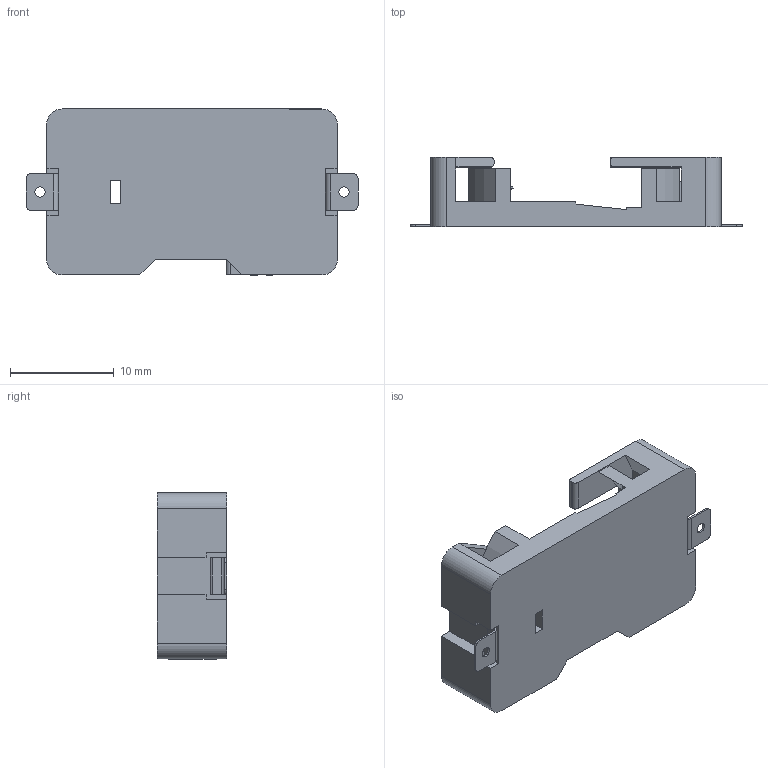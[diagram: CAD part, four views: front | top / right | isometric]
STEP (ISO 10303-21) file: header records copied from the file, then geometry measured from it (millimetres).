
FILE_DESCRIPTION (( 'STEP AP214' ), '1' );
FILE_NAME ('BA2032SM.STEP', '2019-08-26T21:34:42', ( '' ), ( '' ), 'SwSTEP 2.0', 'SolidWorks 2017', '' );
FILE_SCHEMA (( 'AUTOMOTIVE_DESIGN' ));
Length unit declared in the file: millimetre
Products named in the file (1): BA2032SM
Bounding box: 32 x 6.7 x 16 mm (x, y, z)
Volume: 1291 mm3; surface area: 2088 mm2
Topology: 6 solids, 6 shells, 198 faces, 540 edges, 356 vertices
Faces by surface type: plane 144, cylinder 50, sphere 4
Entity records: 6308 total; most frequent: CARTESIAN_POINT 1101, ORIENTED_EDGE 1080, DIRECTION 1045, EDGE_CURVE 540, VECTOR 429, LINE 429, VERTEX_POINT 356, AXIS2_PLACEMENT_3D 308
